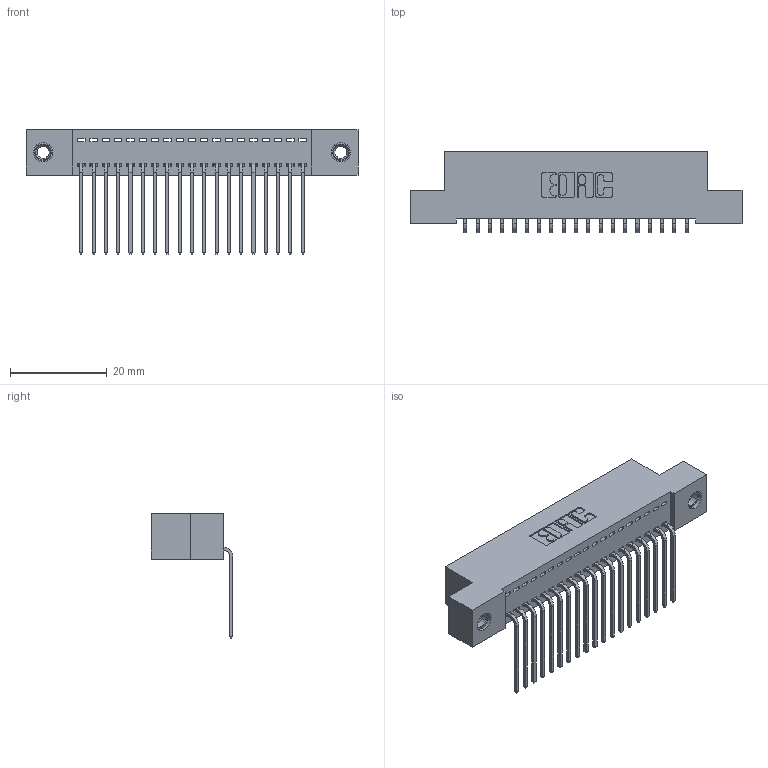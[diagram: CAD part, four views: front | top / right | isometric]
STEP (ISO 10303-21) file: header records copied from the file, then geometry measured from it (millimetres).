
FILE_DESCRIPTION (( 'STEP AP203' ), '1' );
FILE_NAME ('342-019-559-107.STEP', '2019-10-01T20:45:15', ( '' ), ( '' ), 'SwSTEP 2.0', 'SolidWorks 2016', '' );
FILE_SCHEMA (( 'CONFIG_CONTROL_DESIGN' ));
Length unit declared in the file: inch
Products named in the file (4): 342 Part_TI; 345-292-001_558 559 Tail - 1; 345-250-001_345-250-005-103; 342-019-559-107
Assembly tree (22 placements, depth 2):
  342-019-559-107
    342 Part_TI
    345-292-001_558 559 Tail - 1  x19
    345-250-001_345-250-005-103  x2
Bounding box: 68.58 x 16.83 x 25.78 mm (x, y, z)
Volume: 5979 mm3; surface area: 8742.2 mm2
Topology: 22 solids, 22 shells, 1310 faces, 3893 edges, 2562 vertices
Faces by surface type: plane 934, cylinder 360, cone 12, torus 4
Entity records: 15728 total; most frequent: CARTESIAN_POINT 2698, ORIENTED_EDGE 2646, DIRECTION 2355, EDGE_CURVE 1323, LINE 1175, VECTOR 1175, VERTEX_POINT 876, AXIS2_PLACEMENT_3D 590
